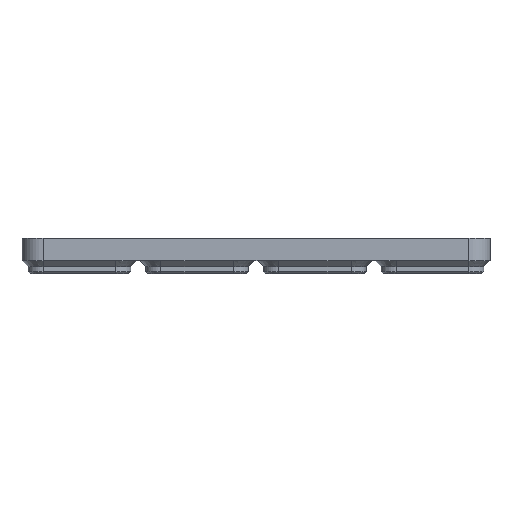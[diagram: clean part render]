
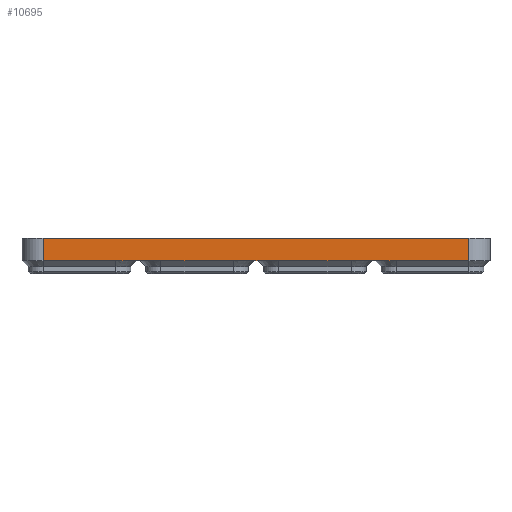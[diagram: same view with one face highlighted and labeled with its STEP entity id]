
A CAD part, left-side view. The second image highlights one B-rep face of the part: STEP entity #10695.
In plain terms, the highlighted planar face has unit normal (-1, 0, 0).
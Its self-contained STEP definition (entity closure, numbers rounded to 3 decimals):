
#431=LINE('',#16379,#1583);
#435=LINE('',#16395,#1587);
#439=LINE('',#16411,#1591);
#490=LINE('',#16587,#1642);
#491=LINE('',#16593,#1643);
#492=LINE('',#16596,#1644);
#493=LINE('',#16597,#1645);
#494=LINE('',#16598,#1646);
#495=LINE('',#16599,#1647);
#496=LINE('',#16600,#1648);
#1583=VECTOR('',#12816,1000.);
#1587=VECTOR('',#12828,1000.);
#1591=VECTOR('',#12840,1000.);
#1642=VECTOR('',#12979,1000.);
#1643=VECTOR('',#12986,1000.);
#1644=VECTOR('',#12987,1000.);
#1645=VECTOR('',#12988,1000.);
#1646=VECTOR('',#12989,1000.);
#1647=VECTOR('',#12990,1000.);
#1648=VECTOR('',#12991,1000.);
#2936=ORIENTED_EDGE('',*,*,#6167,.T.);
#2937=ORIENTED_EDGE('',*,*,#6168,.F.);
#2938=ORIENTED_EDGE('',*,*,#6164,.F.);
#2939=ORIENTED_EDGE('',*,*,#6169,.T.);
#2940=ORIENTED_EDGE('',*,*,#6074,.T.);
#2941=ORIENTED_EDGE('',*,*,#6170,.T.);
#2942=ORIENTED_EDGE('',*,*,#6066,.T.);
#2943=ORIENTED_EDGE('',*,*,#6171,.T.);
#2944=ORIENTED_EDGE('',*,*,#6058,.T.);
#2945=ORIENTED_EDGE('',*,*,#6172,.T.);
#6058=EDGE_CURVE('',#7679,#7678,#431,.T.);
#6066=EDGE_CURVE('',#7687,#7686,#435,.T.);
#6074=EDGE_CURVE('',#7695,#7694,#439,.T.);
#6164=EDGE_CURVE('',#7776,#7777,#490,.T.);
#6167=EDGE_CURVE('',#7778,#7779,#491,.T.);
#6168=EDGE_CURVE('',#7777,#7779,#492,.T.);
#6169=EDGE_CURVE('',#7776,#7695,#493,.T.);
#6170=EDGE_CURVE('',#7694,#7687,#494,.T.);
#6171=EDGE_CURVE('',#7686,#7679,#495,.T.);
#6172=EDGE_CURVE('',#7678,#7778,#496,.T.);
#7678=VERTEX_POINT('',#16378);
#7679=VERTEX_POINT('',#16380);
#7686=VERTEX_POINT('',#16394);
#7687=VERTEX_POINT('',#16396);
#7694=VERTEX_POINT('',#16410);
#7695=VERTEX_POINT('',#16412);
#7776=VERTEX_POINT('',#16588);
#7777=VERTEX_POINT('',#16589);
#7778=VERTEX_POINT('',#16594);
#7779=VERTEX_POINT('',#16595);
#8932=EDGE_LOOP('',(#2936,#2937,#2938,#2939,#2940,#2941,#2942,#2943,#2944,
#2945));
#9638=FACE_BOUND('',#8932,.T.);
#10333=PLANE('',#11536);
#10695=ADVANCED_FACE('',(#9638),#10333,.T.);
#11536=AXIS2_PLACEMENT_3D('',#16592,#12984,#12985);
#12816=DIRECTION('',(0.,-1.,0.));
#12828=DIRECTION('',(0.,-1.,0.));
#12840=DIRECTION('',(0.,-1.,0.));
#12979=DIRECTION('',(0.,0.,1.));
#12984=DIRECTION('',(-1.,0.,0.));
#12985=DIRECTION('',(0.,0.,1.));
#12986=DIRECTION('',(0.,0.,1.));
#12987=DIRECTION('',(0.,-1.,0.));
#12988=DIRECTION('',(0.,-1.,0.));
#12989=DIRECTION('',(0.,-1.,0.));
#12990=DIRECTION('',(0.,-1.,0.));
#12991=DIRECTION('',(0.,-1.,0.));
#16378=CARTESIAN_POINT('',(-83.5,-50.,-1.));
#16379=CARTESIAN_POINT('',(-83.5,0.,-1.));
#16380=CARTESIAN_POINT('',(-83.5,-34.,-1.));
#16394=CARTESIAN_POINT('',(-83.5,-8.,-1.));
#16395=CARTESIAN_POINT('',(-83.5,0.,-1.));
#16396=CARTESIAN_POINT('',(-83.5,8.,-1.));
#16410=CARTESIAN_POINT('',(-83.5,34.,-1.));
#16411=CARTESIAN_POINT('',(-83.5,0.,-1.));
#16412=CARTESIAN_POINT('',(-83.5,50.,-1.));
#16587=CARTESIAN_POINT('',(-83.5,76.,-1.));
#16588=CARTESIAN_POINT('',(-83.5,76.,-1.));
#16589=CARTESIAN_POINT('',(-83.5,76.,7.));
#16592=CARTESIAN_POINT('',(-83.5,0.,-1.));
#16593=CARTESIAN_POINT('',(-83.5,-76.,-1.));
#16594=CARTESIAN_POINT('',(-83.5,-76.,-1.));
#16595=CARTESIAN_POINT('',(-83.5,-76.,7.));
#16596=CARTESIAN_POINT('',(-83.5,0.,7.));
#16597=CARTESIAN_POINT('',(-83.5,0.,-1.));
#16598=CARTESIAN_POINT('',(-83.5,84.,-1.));
#16599=CARTESIAN_POINT('',(-83.5,42.,-1.));
#16600=CARTESIAN_POINT('',(-83.5,0.,-1.));
